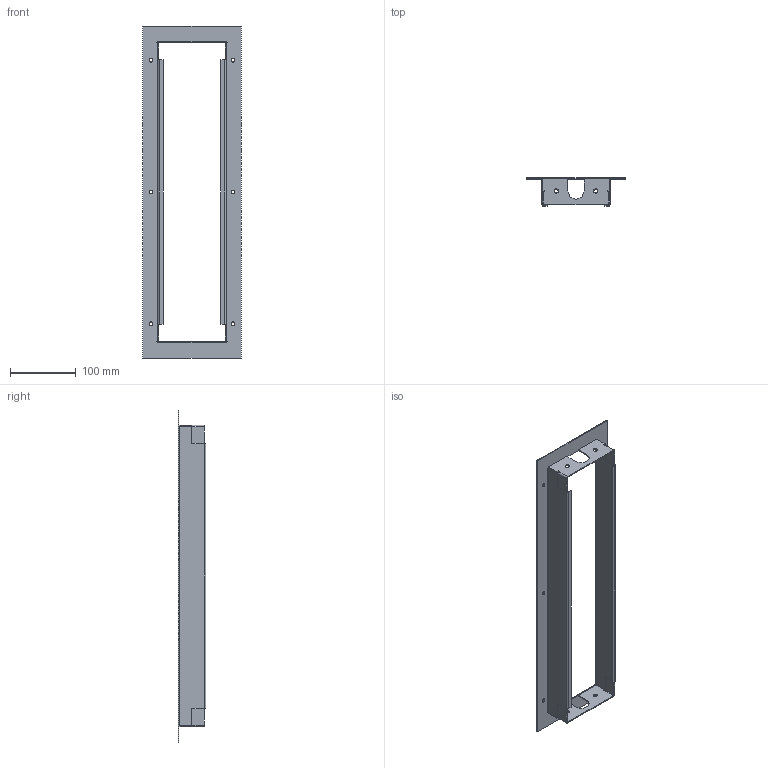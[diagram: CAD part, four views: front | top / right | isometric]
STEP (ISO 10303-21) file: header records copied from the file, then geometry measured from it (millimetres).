
FILE_DESCRIPTION (( 'STEP AP203' ), '1' );
FILE_NAME ('HNFX04.step', '2021-06-09T14:32:40', ( '' ), ( '' ), 'SwSTEP 2.0', 'SolidWorks 2021', '' );
FILE_SCHEMA (( 'CONFIG_CONTROL_DESIGN' ));
Length unit declared in the file: millimetre
Products named in the file (1): HNFX04
Bounding box: 150 x 42.5 x 504 mm (x, y, z)
Volume: 115578.4 mm3; surface area: 159679 mm2
Topology: 3 solids, 3 shells, 142 faces, 360 edges, 224 vertices
Faces by surface type: plane 100, cylinder 42
Entity records: 4321 total; most frequent: DIRECTION 730, CARTESIAN_POINT 727, ORIENTED_EDGE 720, EDGE_CURVE 360, LINE 276, VECTOR 276, AXIS2_PLACEMENT_3D 227, VERTEX_POINT 224
